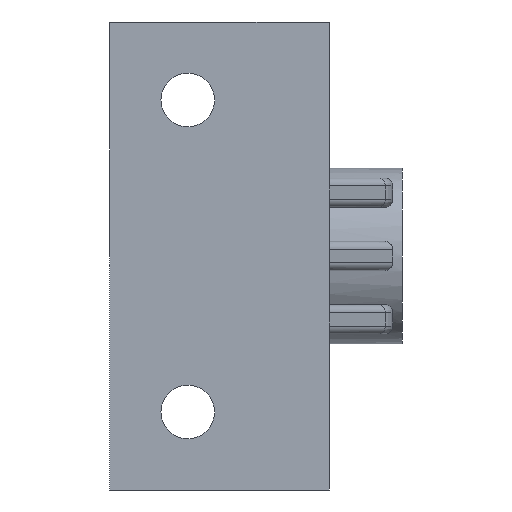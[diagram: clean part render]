
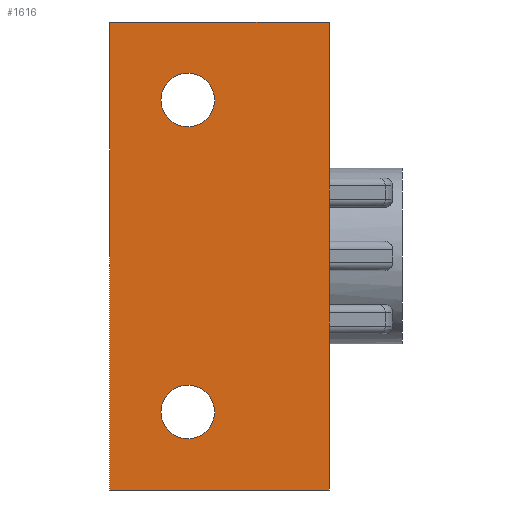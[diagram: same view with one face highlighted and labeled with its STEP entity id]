
A CAD part, front view. The second image highlights one B-rep face of the part: STEP entity #1616.
In plain terms, the highlighted planar face has unit normal (0, -1, 0).
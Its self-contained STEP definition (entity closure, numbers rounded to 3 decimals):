
#7=CARTESIAN_POINT('',(-7.5,-19.5,-24.));
#8=VERTEX_POINT('',#7);
#9=CARTESIAN_POINT('',(-30.,-19.5,-24.));
#10=VERTEX_POINT('',#9);
#11=CARTESIAN_POINT('',(-7.5,-19.5,-24.));
#12=DIRECTION('',(-1.0,0.0,0.0));
#13=VECTOR('',#12,22.5);
#14=LINE('',#11,#13);
#15=EDGE_CURVE('',#8,#10,#14,.T.);
#135=CARTESIAN_POINT('',(-30.,-19.5,24.));
#136=VERTEX_POINT('',#135);
#143=CARTESIAN_POINT('',(-7.5,-19.5,24.));
#144=VERTEX_POINT('',#143);
#145=CARTESIAN_POINT('',(-7.5,-19.5,24.));
#146=DIRECTION('',(-1.0,0.0,0.0));
#147=VECTOR('',#146,22.5);
#148=LINE('',#145,#147);
#149=EDGE_CURVE('',#144,#136,#148,.T.);
#165=CARTESIAN_POINT('',(-30.,-19.5,24.));
#166=DIRECTION('',(0.0,0.0,-1.0));
#167=VECTOR('',#166,48.);
#168=LINE('',#165,#167);
#169=EDGE_CURVE('',#136,#10,#168,.T.);
#458=CARTESIAN_POINT('',(-19.25,-19.5,-16.));
#459=VERTEX_POINT('',#458);
#468=CARTESIAN_POINT('',(-24.75,-19.5,-16.));
#469=VERTEX_POINT('',#468);
#470=CARTESIAN_POINT('',(-22.,-19.5,-16.));
#471=DIRECTION('',(0.0,1.0,0.));
#472=DIRECTION('',(1.0,0.0,0.0));
#473=AXIS2_PLACEMENT_3D('',#470,#471,#472);
#474=CIRCLE('',#473,2.75);
#475=EDGE_CURVE('',#469,#459,#474,.T.);
#477=CARTESIAN_POINT('',(-22.,-19.5,-16.));
#478=DIRECTION('',(0.0,1.0,0.));
#479=DIRECTION('',(1.0,0.0,0.0));
#480=AXIS2_PLACEMENT_3D('',#477,#478,#479);
#481=CIRCLE('',#480,2.75);
#482=EDGE_CURVE('',#459,#469,#481,.T.);
#558=CARTESIAN_POINT('',(-19.25,-19.5,16.));
#559=VERTEX_POINT('',#558);
#568=CARTESIAN_POINT('',(-24.75,-19.5,16.));
#569=VERTEX_POINT('',#568);
#570=CARTESIAN_POINT('',(-22.,-19.5,16.));
#571=DIRECTION('',(0.0,1.0,0.));
#572=DIRECTION('',(1.0,0.0,0.0));
#573=AXIS2_PLACEMENT_3D('',#570,#571,#572);
#574=CIRCLE('',#573,2.75);
#575=EDGE_CURVE('',#569,#559,#574,.T.);
#577=CARTESIAN_POINT('',(-22.,-19.5,16.));
#578=DIRECTION('',(0.0,1.0,0.));
#579=DIRECTION('',(1.0,0.0,0.0));
#580=AXIS2_PLACEMENT_3D('',#577,#578,#579);
#581=CIRCLE('',#580,2.75);
#582=EDGE_CURVE('',#559,#569,#581,.T.);
#708=CARTESIAN_POINT('',(-7.5,-19.5,-0.7));
#709=VERTEX_POINT('',#708);
#757=CARTESIAN_POINT('',(-7.5,-19.5,0.7));
#758=VERTEX_POINT('',#757);
#831=CARTESIAN_POINT('',(-7.5,-19.5,0.7));
#832=DIRECTION('',(0.0,0.0,-1.0));
#833=VECTOR('',#832,1.4);
#834=LINE('',#831,#833);
#835=EDGE_CURVE('',#758,#709,#834,.T.);
#958=CARTESIAN_POINT('',(-7.5,-19.5,5.8));
#959=VERTEX_POINT('',#958);
#967=CARTESIAN_POINT('',(-7.5,-19.5,0.7));
#968=DIRECTION('',(0.0,0.0,1.0));
#969=VECTOR('',#968,5.1);
#970=LINE('',#967,#969);
#971=EDGE_CURVE('',#758,#959,#970,.T.);
#1065=CARTESIAN_POINT('',(-7.5,-19.5,7.2));
#1066=VERTEX_POINT('',#1065);
#1067=CARTESIAN_POINT('',(-7.5,-19.5,24.));
#1068=DIRECTION('',(0.0,0.0,-1.0));
#1069=VECTOR('',#1068,16.8);
#1070=LINE('',#1067,#1069);
#1071=EDGE_CURVE('',#144,#1066,#1070,.T.);
#1214=CARTESIAN_POINT('',(-7.5,-19.5,7.2));
#1215=DIRECTION('',(0.0,0.0,-1.0));
#1216=VECTOR('',#1215,1.4);
#1217=LINE('',#1214,#1216);
#1218=EDGE_CURVE('',#1066,#959,#1217,.T.);
#1529=CARTESIAN_POINT('',(-7.5,-19.5,-7.2));
#1530=VERTEX_POINT('',#1529);
#1538=CARTESIAN_POINT('',(-7.5,-19.5,-24.));
#1539=DIRECTION('',(0.0,0.0,1.0));
#1540=VECTOR('',#1539,16.8);
#1541=LINE('',#1538,#1540);
#1542=EDGE_CURVE('',#8,#1530,#1541,.T.);
#1579=CARTESIAN_POINT('',(-7.5,-19.5,24.));
#1580=DIRECTION('',(0.0,1.0,0.0));
#1581=DIRECTION('',(0.0,0.0,-1.0));
#1582=AXIS2_PLACEMENT_3D('',#1579,#1580,#1581);
#1583=PLANE('',#1582);
#1584=ORIENTED_EDGE('',*,*,#1542,.T.);
#1585=CARTESIAN_POINT('',(-7.5,-19.5,-5.8));
#1586=VERTEX_POINT('',#1585);
#1587=CARTESIAN_POINT('',(-7.5,-19.5,-7.2));
#1588=DIRECTION('',(0.0,0.0,1.0));
#1589=VECTOR('',#1588,1.4);
#1590=LINE('',#1587,#1589);
#1591=EDGE_CURVE('',#1530,#1586,#1590,.T.);
#1592=ORIENTED_EDGE('',*,*,#1591,.T.);
#1593=CARTESIAN_POINT('',(-7.5,-19.5,-0.7));
#1594=DIRECTION('',(0.0,0.0,-1.0));
#1595=VECTOR('',#1594,5.1);
#1596=LINE('',#1593,#1595);
#1597=EDGE_CURVE('',#709,#1586,#1596,.T.);
#1598=ORIENTED_EDGE('',*,*,#1597,.F.);
#1599=ORIENTED_EDGE('',*,*,#835,.F.);
#1600=ORIENTED_EDGE('',*,*,#971,.T.);
#1601=ORIENTED_EDGE('',*,*,#1218,.F.);
#1602=ORIENTED_EDGE('',*,*,#1071,.F.);
#1603=ORIENTED_EDGE('',*,*,#149,.T.);
#1604=ORIENTED_EDGE('',*,*,#169,.T.);
#1605=ORIENTED_EDGE('',*,*,#15,.F.);
#1606=EDGE_LOOP('',(#1584,#1592,#1598,#1599,#1600,#1601,#1602,#1603,#1604,#1605));
#1607=FACE_OUTER_BOUND('',#1606,.T.);
#1608=ORIENTED_EDGE('',*,*,#582,.T.);
#1609=ORIENTED_EDGE('',*,*,#575,.T.);
#1610=EDGE_LOOP('',(#1608,#1609));
#1611=FACE_BOUND('',#1610,.T.);
#1612=ORIENTED_EDGE('',*,*,#482,.T.);
#1613=ORIENTED_EDGE('',*,*,#475,.T.);
#1614=EDGE_LOOP('',(#1612,#1613));
#1615=FACE_BOUND('',#1614,.T.);
#1616=ADVANCED_FACE('',(#1607,#1611,#1615),#1583,.F.);
